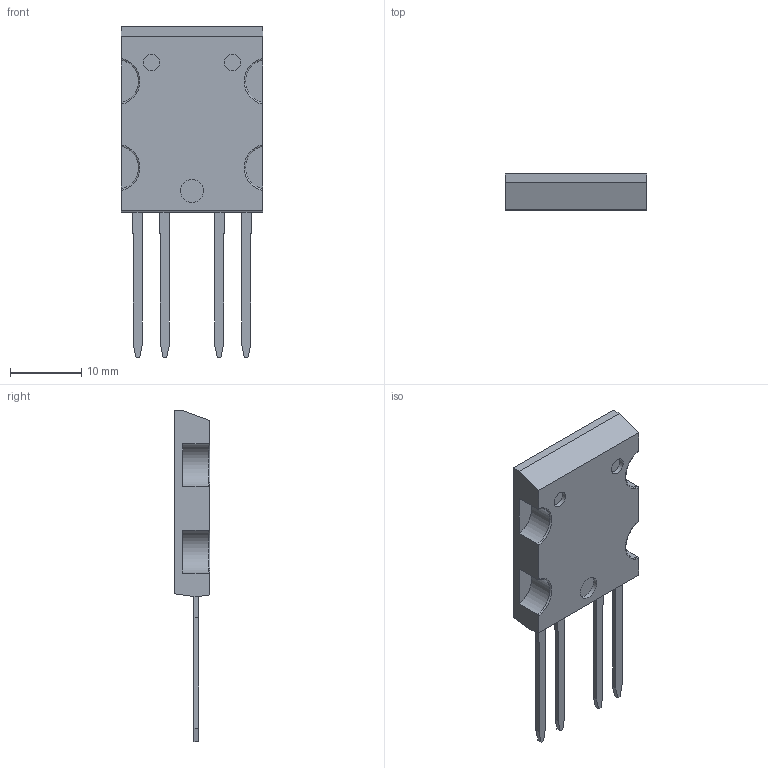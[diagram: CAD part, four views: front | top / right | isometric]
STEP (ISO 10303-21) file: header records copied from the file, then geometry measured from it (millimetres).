
FILE_DESCRIPTION( ( '' ), ' ' );
FILE_NAME( '59ef793e1300b60cd65b6b97.step', '2017-10-24T17:32:46', ( '' ), ( '' ), ' ', ' ', ' ' );
FILE_SCHEMA( ( 'AUTOMOTIVE_DESIGN { 1 0 10303 214 1 1 1 1 }' ) );
Length unit declared in the file: metre
Products named in the file (1): Open CASCADE STEP translator 6.8 1
Bounding box: 19.91 x 5.03 x 46.56 mm (x, y, z)
Volume: 2437 mm3; surface area: 1818.9 mm2
Topology: 1 solids, 1 shells, 67 faces, 170 edges, 108 vertices
Faces by surface type: plane 56, cylinder 7, torus 4
Full cylindrical faces by diameter (mm): 2.294 x2, 3.263 x1
Entity records: 3394 total; most frequent: CARTESIAN_POINT 407, ORIENTED_EDGE 334, DIRECTION 313, STYLED_ITEM 234, PRESENTATION_STYLE_ASSIGNMENT 234, COLOUR_RGB 234, EDGE_CURVE 167, CURVE_STYLE 167
